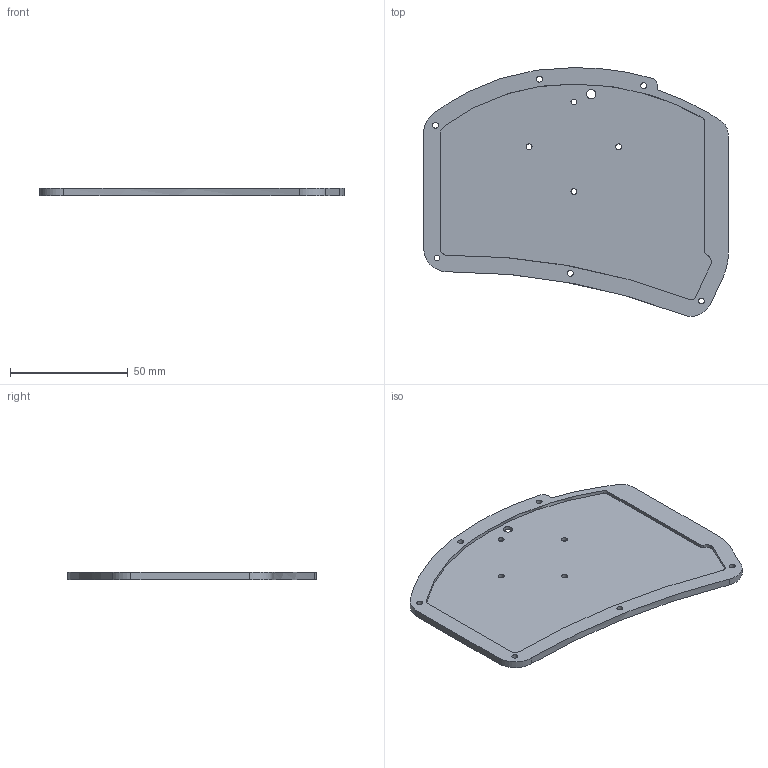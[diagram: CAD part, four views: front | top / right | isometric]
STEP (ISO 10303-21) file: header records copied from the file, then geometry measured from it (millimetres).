
FILE_DESCRIPTION(/* description */ (''),/* implementation_level */ '2;1');
FILE_NAME(/* name */ 'swweeep-bot-widecover-3mm-left.step',/* time_stamp */ '2022-11-06T11:33:31-08:00',/* author */ (''),/* organization */ (''),/* preprocessor_version */ 'ST-DEVELOPER v19.2',/* originating_system */ 'Autodesk Translation Framework v11.17.0.187',/* authorisation */ '');
FILE_SCHEMA (('AUTOMOTIVE_DESIGN { 1 0 10303 214 3 1 1 }'));
Length unit declared in the file: millimetre
Products named in the file (1): FusionComponent
Bounding box: 129.55 x 105.69 x 3 mm (x, y, z)
Volume: 21389.6 mm3; surface area: 23912.5 mm2
Topology: 1 solids, 1 shells, 43 faces, 120 edges, 80 vertices
Faces by surface type: cylinder 21, bspline 11, plane 11
Full cylindrical faces by diameter (mm): 2.5 x10, 4 x1
Entity records: 1659 total; most frequent: CARTESIAN_POINT 507, ORIENTED_EDGE 240, DIRECTION 206, EDGE_CURVE 120, VERTEX_POINT 80, AXIS2_PLACEMENT_3D 75, EDGE_LOOP 66, LINE 56
